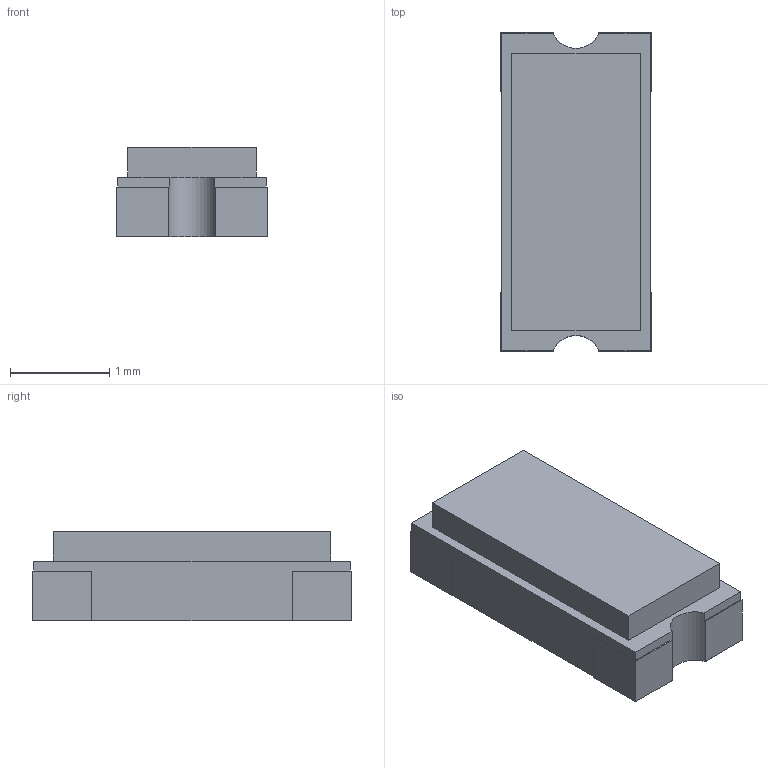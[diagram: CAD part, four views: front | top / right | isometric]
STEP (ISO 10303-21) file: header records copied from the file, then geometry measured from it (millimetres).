
FILE_DESCRIPTION(('FreeCAD Model'),'2;1');
FILE_NAME('xtal-abs07.step','2016-02-18T21:24:50',( 'Author'),(''),'Open CASCADE STEP processor 6.8','FreeCAD','Unknown' );
FILE_SCHEMA(('AUTOMOTIVE_DESIGN_CC2 { 1 2 10303 214 -1 1 5 4 }'));
Length unit declared in the file: millimetre
Products named in the file (2): ASSEMBLY; xtal-abs07
Assembly tree (1 placements, depth 2):
  ASSEMBLY
    xtal-abs07
Bounding box: 1.52 x 3.22 x 0.9 mm (x, y, z)
Volume: 3.9 mm3; surface area: 17.8 mm2
Topology: 1 solids, 1 shells, 37 faces, 98 edges, 64 vertices
Faces by surface type: plane 35, cylinder 2
Entity records: 2657 total; most frequent: CARTESIAN_POINT 437, DIRECTION 344, LINE 230, VECTOR 230, ORIENTED_EDGE 196, PCURVE 196, DEFINITIONAL_REPRESENTATION 196, EDGE_CURVE 98
